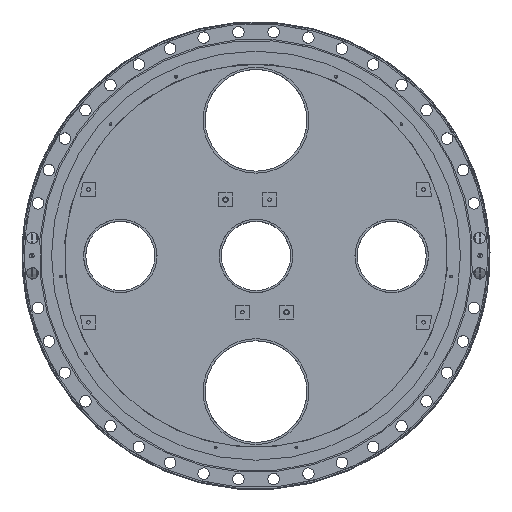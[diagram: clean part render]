
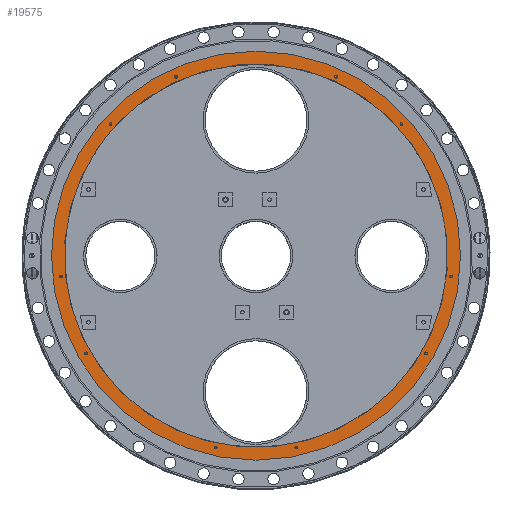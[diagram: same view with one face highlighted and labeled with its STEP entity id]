
A CAD part, top view. The second image highlights one B-rep face of the part: STEP entity #19575.
In plain terms, the highlighted face is planar.
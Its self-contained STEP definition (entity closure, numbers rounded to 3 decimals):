
#15327=CARTESIAN_POINT('',(29.5,0.,0.));
#15328=DIRECTION('',(-1.,0.,0.));
#15329=DIRECTION('',(0.,-1.,0.));
#15330=AXIS2_PLACEMENT_3D('',#15327,#15328,#15329);
#15341=CARTESIAN_POINT('',(29.5,0.,0.));
#15342=DIRECTION('',(1.,0.,0.));
#15343=DIRECTION('',(0.,0.997,0.078));
#15344=AXIS2_PLACEMENT_3D('',#15341,#15342,#15343);
#15346=CARTESIAN_POINT('',(29.5,0.,0.));
#15347=DIRECTION('',(1.,0.,0.));
#15348=DIRECTION('',(0.,-0.997,-0.078));
#15349=AXIS2_PLACEMENT_3D('',#15346,#15347,#15348);
#15351=CARTESIAN_POINT('',(29.5,81.597,-277.242));
#15352=DIRECTION('',(1.,0.,0.));
#15353=DIRECTION('',(0.,-0.997,-0.078));
#15354=AXIS2_PLACEMENT_3D('',#15351,#15352,#15353);
#15356=CARTESIAN_POINT('',(29.5,81.597,-277.242));
#15357=DIRECTION('',(1.,0.,0.));
#15358=DIRECTION('',(0.,0.997,0.078));
#15359=AXIS2_PLACEMENT_3D('',#15356,#15357,#15358);
#15361=CARTESIAN_POINT('',(29.5,261.064,-123.962));
#15362=DIRECTION('',(1.,0.,0.));
#15363=DIRECTION('',(0.,-0.997,-0.078));
#15364=AXIS2_PLACEMENT_3D('',#15361,#15362,#15363);
#15366=CARTESIAN_POINT('',(29.5,261.064,-123.962));
#15367=DIRECTION('',(1.,0.,0.));
#15368=DIRECTION('',(0.,0.997,0.078));
#15369=AXIS2_PLACEMENT_3D('',#15366,#15367,#15368);
#15371=CARTESIAN_POINT('',(29.5,288.887,-8.069));
#15372=DIRECTION('',(1.,0.,0.));
#15373=DIRECTION('',(0.,-0.997,-0.078));
#15374=AXIS2_PLACEMENT_3D('',#15371,#15372,#15373);
#15376=CARTESIAN_POINT('',(29.5,288.887,-8.069));
#15377=DIRECTION('',(1.,0.,0.));
#15378=DIRECTION('',(0.,0.997,0.078));
#15379=AXIS2_PLACEMENT_3D('',#15376,#15377,#15378);
#15381=CARTESIAN_POINT('',(29.5,198.568,209.98));
#15382=DIRECTION('',(1.,0.,0.));
#15383=DIRECTION('',(0.,-0.997,-0.078));
#15384=AXIS2_PLACEMENT_3D('',#15381,#15382,#15383);
#15386=CARTESIAN_POINT('',(29.5,198.568,209.98));
#15387=DIRECTION('',(1.,0.,0.));
#15388=DIRECTION('',(0.,0.997,0.078));
#15389=AXIS2_PLACEMENT_3D('',#15386,#15387,#15388);
#15391=CARTESIAN_POINT('',(29.5,96.946,272.255));
#15392=DIRECTION('',(1.,0.,0.));
#15393=DIRECTION('',(0.,-0.997,-0.078));
#15394=AXIS2_PLACEMENT_3D('',#15391,#15392,#15393);
#15396=CARTESIAN_POINT('',(29.5,96.946,272.255));
#15397=DIRECTION('',(1.,0.,0.));
#15398=DIRECTION('',(0.,0.997,0.078));
#15399=AXIS2_PLACEMENT_3D('',#15396,#15397,#15398);
#15401=CARTESIAN_POINT('',(29.5,-138.342,253.737));
#15402=DIRECTION('',(1.,0.,0.));
#15403=DIRECTION('',(0.,-0.997,-0.078));
#15404=AXIS2_PLACEMENT_3D('',#15401,#15402,#15403);
#15406=CARTESIAN_POINT('',(29.5,-138.342,253.737));
#15407=DIRECTION('',(1.,0.,0.));
#15408=DIRECTION('',(0.,0.997,0.078));
#15409=AXIS2_PLACEMENT_3D('',#15406,#15407,#15408);
#15411=CARTESIAN_POINT('',(29.5,-228.972,176.332));
#15412=DIRECTION('',(1.,0.,0.));
#15413=DIRECTION('',(0.,-0.997,-0.078));
#15414=AXIS2_PLACEMENT_3D('',#15411,#15412,#15413);
#15416=CARTESIAN_POINT('',(29.5,-228.972,176.332));
#15417=DIRECTION('',(1.,0.,0.));
#15418=DIRECTION('',(0.,0.997,0.078));
#15419=AXIS2_PLACEMENT_3D('',#15416,#15417,#15418);
#15421=CARTESIAN_POINT('',(29.5,-284.068,-53.162));
#15422=DIRECTION('',(1.,0.,0.));
#15423=DIRECTION('',(0.,-0.997,-0.078));
#15424=AXIS2_PLACEMENT_3D('',#15421,#15422,#15423);
#15426=CARTESIAN_POINT('',(29.5,-284.068,-53.162));
#15427=DIRECTION('',(1.,0.,0.));
#15428=DIRECTION('',(0.,0.997,0.078));
#15429=AXIS2_PLACEMENT_3D('',#15426,#15427,#15428);
#15431=CARTESIAN_POINT('',(29.5,-37.222,-286.593));
#15432=DIRECTION('',(1.,0.,0.));
#15433=DIRECTION('',(0.,-0.997,-0.078));
#15434=AXIS2_PLACEMENT_3D('',#15431,#15432,#15433);
#15436=CARTESIAN_POINT('',(29.5,-37.222,-286.593));
#15437=DIRECTION('',(1.,0.,0.));
#15438=DIRECTION('',(0.,0.997,0.078));
#15439=AXIS2_PLACEMENT_3D('',#15436,#15437,#15438);
#15441=CARTESIAN_POINT('',(29.5,-238.458,-163.275));
#15442=DIRECTION('',(1.,0.,0.));
#15443=DIRECTION('',(0.,-0.997,-0.078));
#15444=AXIS2_PLACEMENT_3D('',#15441,#15442,#15443);
#15446=CARTESIAN_POINT('',(29.5,-238.458,-163.275));
#15447=DIRECTION('',(1.,0.,0.));
#15448=DIRECTION('',(0.,0.997,0.078));
#15449=AXIS2_PLACEMENT_3D('',#15446,#15447,#15448);
#15515=CARTESIAN_POINT('',(29.5,0.,0.));
#15516=DIRECTION('',(-1.,0.,0.));
#15517=DIRECTION('',(0.,1.,0.));
#15518=AXIS2_PLACEMENT_3D('',#15515,#15516,#15517);
#16914=CARTESIAN_POINT('',(29.5,300.571,23.655));
#16915=CARTESIAN_POINT('',(29.5,-300.571,-23.655));
#16916=VERTEX_POINT('',#16914);
#16917=VERTEX_POINT('',#16915);
#16922=CARTESIAN_POINT('',(29.5,-282.5,0.));
#16923=CARTESIAN_POINT('',(29.5,282.5,0.));
#16924=VERTEX_POINT('',#16922);
#16925=VERTEX_POINT('',#16923);
#17072=CARTESIAN_POINT('',(29.5,79.503,-277.407));
#17073=CARTESIAN_POINT('',(29.5,83.69,-277.077));
#17074=VERTEX_POINT('',#17072);
#17075=VERTEX_POINT('',#17073);
#17082=CARTESIAN_POINT('',(29.5,258.97,-124.127));
#17083=CARTESIAN_POINT('',(29.5,263.157,-123.797));
#17084=VERTEX_POINT('',#17082);
#17085=VERTEX_POINT('',#17083);
#17092=CARTESIAN_POINT('',(29.5,286.794,-8.234));
#17093=CARTESIAN_POINT('',(29.5,290.981,-7.905));
#17094=VERTEX_POINT('',#17092);
#17095=VERTEX_POINT('',#17093);
#17102=CARTESIAN_POINT('',(29.5,196.475,209.815));
#17103=CARTESIAN_POINT('',(29.5,200.662,210.145));
#17104=VERTEX_POINT('',#17102);
#17105=VERTEX_POINT('',#17103);
#17112=CARTESIAN_POINT('',(29.5,94.852,272.09));
#17113=CARTESIAN_POINT('',(29.5,99.039,272.419));
#17114=VERTEX_POINT('',#17112);
#17115=VERTEX_POINT('',#17113);
#17122=CARTESIAN_POINT('',(29.5,-140.435,253.572));
#17123=CARTESIAN_POINT('',(29.5,-136.248,253.902));
#17124=VERTEX_POINT('',#17122);
#17125=VERTEX_POINT('',#17123);
#17132=CARTESIAN_POINT('',(29.5,-231.065,176.167));
#17133=CARTESIAN_POINT('',(29.5,-226.878,176.497));
#17134=VERTEX_POINT('',#17132);
#17135=VERTEX_POINT('',#17133);
#17142=CARTESIAN_POINT('',(29.5,-286.162,-53.327));
#17143=CARTESIAN_POINT('',(29.5,-281.975,-52.997));
#17144=VERTEX_POINT('',#17142);
#17145=VERTEX_POINT('',#17143);
#17152=CARTESIAN_POINT('',(29.5,-39.315,-286.758));
#17153=CARTESIAN_POINT('',(29.5,-35.128,-286.428));
#17154=VERTEX_POINT('',#17152);
#17155=VERTEX_POINT('',#17153);
#17162=CARTESIAN_POINT('',(29.5,-240.551,-163.44));
#17163=CARTESIAN_POINT('',(29.5,-236.364,-163.111));
#17164=VERTEX_POINT('',#17162);
#17165=VERTEX_POINT('',#17163);
#19499=CARTESIAN_POINT('',(29.5,0.,0.));
#19500=DIRECTION('',(1.,0.,0.));
#19501=DIRECTION('',(0.,0.997,0.078));
#19502=AXIS2_PLACEMENT_3D('',#19499,#19500,#19501);
#19503=PLANE('',#19502);
#19505=ORIENTED_EDGE('',*,*,#19504,.F.);
#19507=ORIENTED_EDGE('',*,*,#19506,.F.);
#19508=EDGE_LOOP('',(#19505,#19507));
#19509=FACE_OUTER_BOUND('',#19508,.F.);
#19510=ORIENTED_EDGE('',*,*,#19489,.F.);
#19512=ORIENTED_EDGE('',*,*,#19511,.F.);
#19513=EDGE_LOOP('',(#19510,#19512));
#19514=FACE_BOUND('',#19513,.F.);
#19516=ORIENTED_EDGE('',*,*,#19515,.T.);
#19518=ORIENTED_EDGE('',*,*,#19517,.T.);
#19519=EDGE_LOOP('',(#19516,#19518));
#19520=FACE_BOUND('',#19519,.F.);
#19522=ORIENTED_EDGE('',*,*,#19521,.T.);
#19524=ORIENTED_EDGE('',*,*,#19523,.T.);
#19525=EDGE_LOOP('',(#19522,#19524));
#19526=FACE_BOUND('',#19525,.F.);
#19528=ORIENTED_EDGE('',*,*,#19527,.T.);
#19530=ORIENTED_EDGE('',*,*,#19529,.T.);
#19531=EDGE_LOOP('',(#19528,#19530));
#19532=FACE_BOUND('',#19531,.F.);
#19534=ORIENTED_EDGE('',*,*,#19533,.T.);
#19536=ORIENTED_EDGE('',*,*,#19535,.T.);
#19537=EDGE_LOOP('',(#19534,#19536));
#19538=FACE_BOUND('',#19537,.F.);
#19540=ORIENTED_EDGE('',*,*,#19539,.T.);
#19542=ORIENTED_EDGE('',*,*,#19541,.T.);
#19543=EDGE_LOOP('',(#19540,#19542));
#19544=FACE_BOUND('',#19543,.F.);
#19546=ORIENTED_EDGE('',*,*,#19545,.T.);
#19548=ORIENTED_EDGE('',*,*,#19547,.T.);
#19549=EDGE_LOOP('',(#19546,#19548));
#19550=FACE_BOUND('',#19549,.F.);
#19552=ORIENTED_EDGE('',*,*,#19551,.T.);
#19554=ORIENTED_EDGE('',*,*,#19553,.T.);
#19555=EDGE_LOOP('',(#19552,#19554));
#19556=FACE_BOUND('',#19555,.F.);
#19558=ORIENTED_EDGE('',*,*,#19557,.T.);
#19560=ORIENTED_EDGE('',*,*,#19559,.T.);
#19561=EDGE_LOOP('',(#19558,#19560));
#19562=FACE_BOUND('',#19561,.F.);
#19564=ORIENTED_EDGE('',*,*,#19563,.T.);
#19566=ORIENTED_EDGE('',*,*,#19565,.T.);
#19567=EDGE_LOOP('',(#19564,#19566));
#19568=FACE_BOUND('',#19567,.F.);
#19570=ORIENTED_EDGE('',*,*,#19569,.T.);
#19572=ORIENTED_EDGE('',*,*,#19571,.T.);
#19573=EDGE_LOOP('',(#19570,#19572));
#19574=FACE_BOUND('',#19573,.F.);
#19575=ADVANCED_FACE('',(#19509,#19514,#19520,#19526,#19532,#19538,#19544,
#19550,#19556,#19562,#19568,#19574),#19503,.T.);
#15331=CIRCLE('',#15330,282.5);
#15345=CIRCLE('',#15344,301.5);
#15350=CIRCLE('',#15349,301.5);
#15355=CIRCLE('',#15354,2.1);
#15360=CIRCLE('',#15359,2.1);
#15365=CIRCLE('',#15364,2.1);
#15370=CIRCLE('',#15369,2.1);
#15375=CIRCLE('',#15374,2.1);
#15380=CIRCLE('',#15379,2.1);
#15385=CIRCLE('',#15384,2.1);
#15390=CIRCLE('',#15389,2.1);
#15395=CIRCLE('',#15394,2.1);
#15400=CIRCLE('',#15399,2.1);
#15405=CIRCLE('',#15404,2.1);
#15410=CIRCLE('',#15409,2.1);
#15415=CIRCLE('',#15414,2.1);
#15420=CIRCLE('',#15419,2.1);
#15425=CIRCLE('',#15424,2.1);
#15430=CIRCLE('',#15429,2.1);
#15435=CIRCLE('',#15434,2.1);
#15440=CIRCLE('',#15439,2.1);
#15445=CIRCLE('',#15444,2.1);
#15450=CIRCLE('',#15449,2.1);
#15519=CIRCLE('',#15518,282.5);
#19489=EDGE_CURVE('',#16924,#16925,#15331,.T.);
#19504=EDGE_CURVE('',#16916,#16917,#15345,.T.);
#19506=EDGE_CURVE('',#16917,#16916,#15350,.T.);
#19511=EDGE_CURVE('',#16925,#16924,#15519,.T.);
#19515=EDGE_CURVE('',#17074,#17075,#15355,.T.);
#19517=EDGE_CURVE('',#17075,#17074,#15360,.T.);
#19521=EDGE_CURVE('',#17084,#17085,#15365,.T.);
#19523=EDGE_CURVE('',#17085,#17084,#15370,.T.);
#19527=EDGE_CURVE('',#17094,#17095,#15375,.T.);
#19529=EDGE_CURVE('',#17095,#17094,#15380,.T.);
#19533=EDGE_CURVE('',#17104,#17105,#15385,.T.);
#19535=EDGE_CURVE('',#17105,#17104,#15390,.T.);
#19539=EDGE_CURVE('',#17114,#17115,#15395,.T.);
#19541=EDGE_CURVE('',#17115,#17114,#15400,.T.);
#19545=EDGE_CURVE('',#17124,#17125,#15405,.T.);
#19547=EDGE_CURVE('',#17125,#17124,#15410,.T.);
#19551=EDGE_CURVE('',#17134,#17135,#15415,.T.);
#19553=EDGE_CURVE('',#17135,#17134,#15420,.T.);
#19557=EDGE_CURVE('',#17144,#17145,#15425,.T.);
#19559=EDGE_CURVE('',#17145,#17144,#15430,.T.);
#19563=EDGE_CURVE('',#17154,#17155,#15435,.T.);
#19565=EDGE_CURVE('',#17155,#17154,#15440,.T.);
#19569=EDGE_CURVE('',#17164,#17165,#15445,.T.);
#19571=EDGE_CURVE('',#17165,#17164,#15450,.T.);
